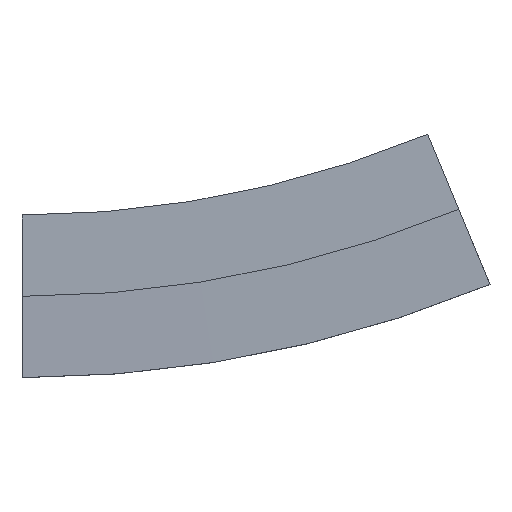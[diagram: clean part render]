
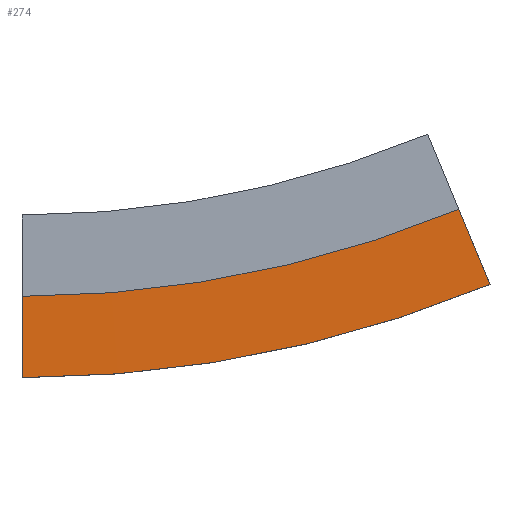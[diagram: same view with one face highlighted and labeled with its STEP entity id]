
A CAD part, top view. The second image highlights one B-rep face of the part: STEP entity #274.
In plain terms, the highlighted conical face has half-angle 89.284 degrees and reference radius 3708.4 mm.
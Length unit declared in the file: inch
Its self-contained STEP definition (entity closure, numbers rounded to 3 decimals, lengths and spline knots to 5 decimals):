
#15=(
BOUNDED_CURVE()
B_SPLINE_CURVE(2,(#467,#468,#469),.UNSPECIFIED.,.F.,.F.)
B_SPLINE_CURVE_WITH_KNOTS((3,3),(767.11704,767.13956),
 .UNSPECIFIED.)
CURVE()
GEOMETRIC_REPRESENTATION_ITEM()
RATIONAL_B_SPLINE_CURVE((1.071,1.035,1.))
REPRESENTATION_ITEM('')
);
#16=(
BOUNDED_CURVE()
B_SPLINE_CURVE(2,(#472,#473,#474),.UNSPECIFIED.,.F.,.F.)
B_SPLINE_CURVE_WITH_KNOTS((3,3),(0.,0.02252),.UNSPECIFIED.)
CURVE()
GEOMETRIC_REPRESENTATION_ITEM()
RATIONAL_B_SPLINE_CURVE((1.,1.035,1.071))
REPRESENTATION_ITEM('')
);
#19=CONICAL_SURFACE('',#314,146.,1.558);
#38=FACE_OUTER_BOUND('',#53,.T.);
#53=EDGE_LOOP('',(#220,#221,#222,#223));
#67=CIRCLE('',#311,151.);
#69=CIRCLE('',#315,141.);
#133=VERTEX_POINT('',#454);
#134=VERTEX_POINT('',#456);
#137=VERTEX_POINT('',#466);
#138=VERTEX_POINT('',#470);
#167=EDGE_CURVE('',#134,#133,#67,.T.);
#172=EDGE_CURVE('',#137,#133,#15,.T.);
#173=EDGE_CURVE('',#138,#137,#69,.T.);
#174=EDGE_CURVE('',#134,#138,#16,.T.);
#220=ORIENTED_EDGE('',*,*,#172,.F.);
#221=ORIENTED_EDGE('',*,*,#173,.F.);
#222=ORIENTED_EDGE('',*,*,#174,.F.);
#223=ORIENTED_EDGE('',*,*,#167,.T.);
#274=ADVANCED_FACE('',(#38),#19,.T.);
#311=AXIS2_PLACEMENT_3D('',#457,#376,#377);
#314=AXIS2_PLACEMENT_3D('',#465,#385,#386);
#315=AXIS2_PLACEMENT_3D('',#471,#387,#388);
#376=DIRECTION('center_axis',(0.,0.,1.));
#377=DIRECTION('ref_axis',(0.,-1.,0.));
#385=DIRECTION('center_axis',(0.,0.,-1.));
#386=DIRECTION('ref_axis',(0.,-1.,0.));
#387=DIRECTION('center_axis',(0.,0.,1.));
#388=DIRECTION('ref_axis',(0.,-1.,0.));
#454=CARTESIAN_POINT('',(-297.08031,76.8464,30.));
#456=CARTESIAN_POINT('',(-354.625,65.40005,30.));
#457=CARTESIAN_POINT('Origin',(-354.75,216.4,30.));
#465=CARTESIAN_POINT('Origin',(-354.75,216.4,30.0625));
#466=CARTESIAN_POINT('',(-300.90714,86.0852,30.125));
#467=CARTESIAN_POINT('Ctrl Pts',(-300.90714,86.0852,30.125));
#468=CARTESIAN_POINT('Ctrl Pts',(-299.05925,81.624,30.06464));
#469=CARTESIAN_POINT('Ctrl Pts',(-297.08031,76.8464,30.));
#470=CARTESIAN_POINT('',(-354.625,75.40006,30.125));
#471=CARTESIAN_POINT('Origin',(-354.75,216.4,30.125));
#472=CARTESIAN_POINT('Ctrl Pts',(-354.625,65.40005,30.));
#473=CARTESIAN_POINT('Ctrl Pts',(-354.625,70.57129,30.06464));
#474=CARTESIAN_POINT('Ctrl Pts',(-354.625,75.40006,30.125));
